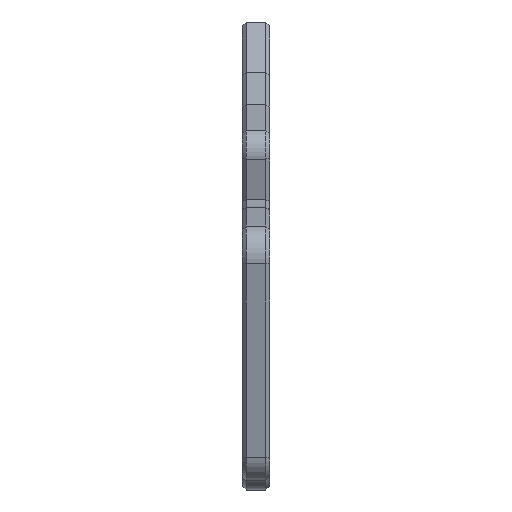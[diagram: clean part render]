
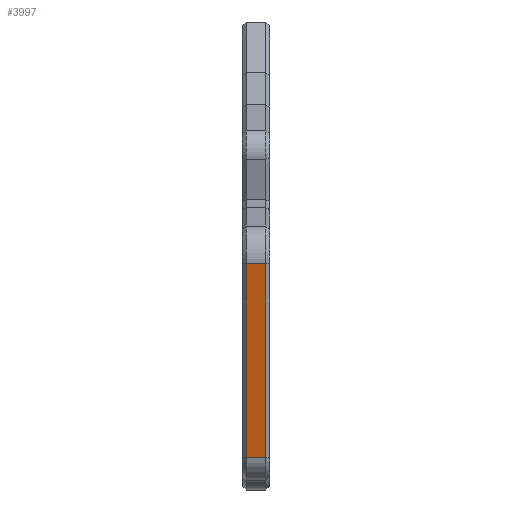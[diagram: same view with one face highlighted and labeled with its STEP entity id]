
A CAD part, left-side view. The second image highlights one B-rep face of the part: STEP entity #3997.
In plain terms, the highlighted planar face has unit normal (-0.966, 0, -0.259).
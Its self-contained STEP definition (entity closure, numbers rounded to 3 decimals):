
#233=PLANE('',#4387);
#453=FACE_OUTER_BOUND('',#695,.T.);
#695=EDGE_LOOP('',(#3723,#3724,#3725,#3726));
#842=LINE('',#6038,#1252);
#917=LINE('',#6229,#1327);
#1105=LINE('',#6724,#1515);
#1106=LINE('',#6726,#1516);
#1252=VECTOR('',#4806,10.);
#1327=VECTOR('',#5001,10.);
#1515=VECTOR('',#5539,10.);
#1516=VECTOR('',#5542,10.);
#1855=VERTEX_POINT('',#6032);
#1856=VERTEX_POINT('',#6036);
#1906=VERTEX_POINT('',#6222);
#1908=VERTEX_POINT('',#6228);
#2257=EDGE_CURVE('',#1855,#1856,#842,.T.);
#2350=EDGE_CURVE('',#1906,#1908,#917,.T.);
#2593=EDGE_CURVE('',#1906,#1856,#1105,.T.);
#2594=EDGE_CURVE('',#1908,#1855,#1106,.T.);
#3723=ORIENTED_EDGE('',*,*,#2257,.F.);
#3724=ORIENTED_EDGE('',*,*,#2594,.F.);
#3725=ORIENTED_EDGE('',*,*,#2350,.F.);
#3726=ORIENTED_EDGE('',*,*,#2593,.T.);
#3997=ADVANCED_FACE('',(#453),#233,.T.);
#4387=AXIS2_PLACEMENT_3D('',#6725,#5540,#5541);
#4806=DIRECTION('',(0.259,0.,-0.966));
#5001=DIRECTION('',(-0.259,0.,0.966));
#5539=DIRECTION('',(0.,-1.,0.));
#5540=DIRECTION('center_axis',(-0.966,0.,-0.259));
#5541=DIRECTION('ref_axis',(0.259,0.,-0.966));
#5542=DIRECTION('',(0.,-1.,0.));
#6032=CARTESIAN_POINT('',(-1.846,-6.,8.823));
#6036=CARTESIAN_POINT('',(11.612,-6.,-41.405));
#6038=CARTESIAN_POINT('',(4.397,-6.,-14.479));
#6222=CARTESIAN_POINT('',(11.612,-1.,-41.405));
#6228=CARTESIAN_POINT('',(-1.846,-1.,8.823));
#6229=CARTESIAN_POINT('',(-3.531,-1.,15.109));
#6724=CARTESIAN_POINT('',(11.612,0.,-41.405));
#6725=CARTESIAN_POINT('Origin',(-1.846,0.,8.823));
#6726=CARTESIAN_POINT('',(-1.846,0.,8.823));
